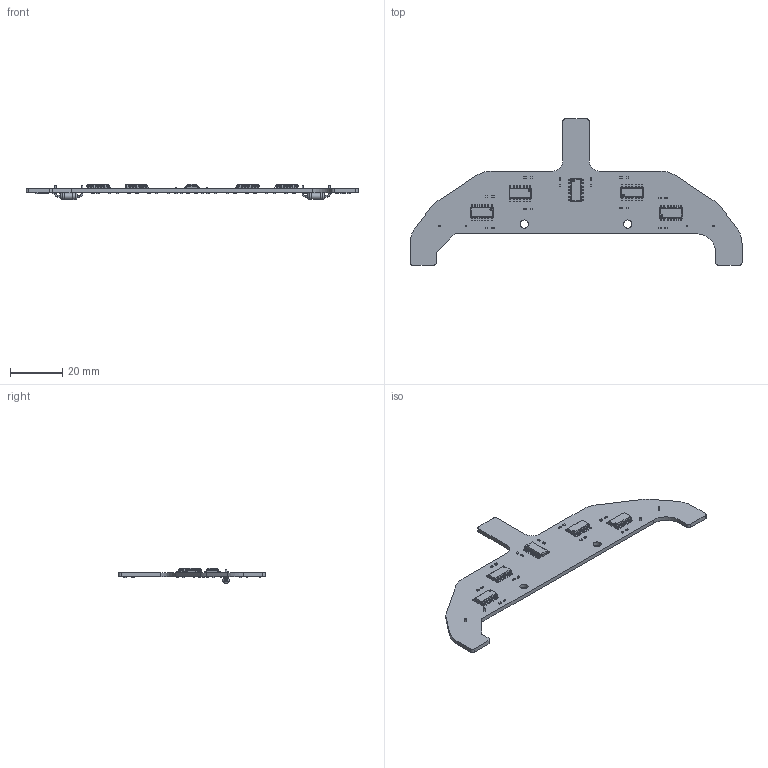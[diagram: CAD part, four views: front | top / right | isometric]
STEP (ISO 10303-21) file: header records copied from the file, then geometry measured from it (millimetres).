
FILE_DESCRIPTION(('KiCad electronic assembly'),'2;1');
FILE_NAME('P_ytka z czujnikami.step','2024-05-17T19:32:30',('Pcbnew'),( 'Kicad'),'Open CASCADE STEP processor 7.7','KiCad to STEP converter' ,'Unknown');
FILE_SCHEMA(('AUTOMOTIVE_DESIGN { 1 0 10303 214 1 1 1 1 }'));
Length unit declared in the file: millimetre
Products named in the file (8): P_ytka z czujnikami 1; R_0402_1005Metric; SO-14_3.9x8.65mm_P1.27mm; CQ assembly; R_Axial_DIN0207_L6.3mm_D2.5mm_P10.16mm_Horizontal; R_Axial_DIN0207_L63mm_D25mm_P1016mm_Horizontal; PÅytka z czujnikami_PCB
Assembly tree (71 placements, depth 3):
  P_ytka z czujnikami 1
    R_0402_1005Metric  x60
      R_0402_1005Metric
    SO-14_3.9x8.65mm_P1.27mm  x5
      CQ assembly
    R_Axial_DIN0207_L6.3mm_D2.5mm_P10.16mm_Horizontal  x2
      R_Axial_DIN0207_L63mm_D25mm_P1016mm_Horizontal
    PÅytka z czujnikami_PCB
Bounding box: 126.85 x 56.02 x 5.75 mm (x, y, z)
Volume: 4996.6 mm3; surface area: 7448.4 mm2
Topology: 143 solids, 143 shells, 3195 faces, 8136 edges, 5240 vertices
Faces by surface type: plane 2346, cylinder 801, bspline 40, torus 8
Full cylindrical faces by diameter (mm): 0.6 x18, 2.25 x2, 2.5 x4, 3.1 x2
Entity records: 25425 total; most frequent: CARTESIAN_POINT 4651, DIRECTION 3905, LINE 2541, VECTOR 2541, ORIENTED_EDGE 1954, PCURVE 1954, DEFINITIONAL_REPRESENTATION 1954, EDGE_CURVE 977
